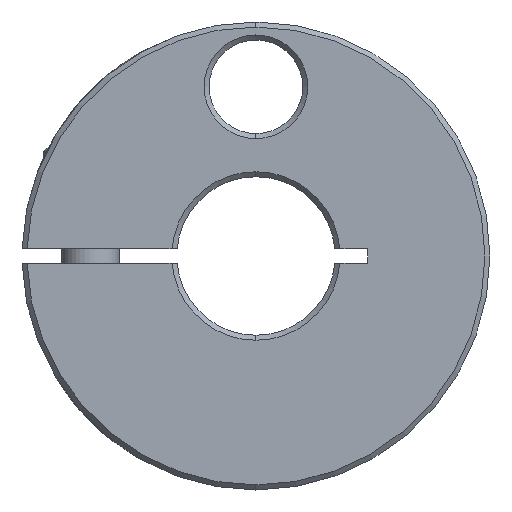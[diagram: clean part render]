
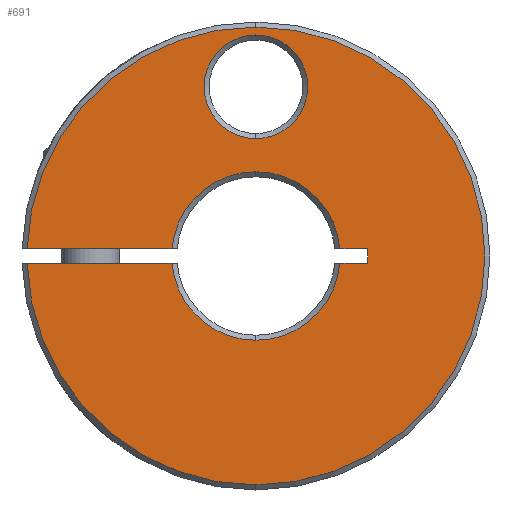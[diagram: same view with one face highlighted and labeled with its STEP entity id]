
A CAD part, front view. The second image highlights one B-rep face of the part: STEP entity #691.
In plain terms, the highlighted planar face has unit normal (0, -1, 0).
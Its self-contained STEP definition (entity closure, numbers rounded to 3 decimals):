
#377=EDGE_CURVE('',#807,#765,#1060,.T.);
#407=EDGE_CURVE('',#751,#837,#1094,.T.);
#435=EDGE_CURVE('',#719,#905,#1124,.T.);
#443=EDGE_CURVE('',#765,#643,#1132,.T.);
#479=EDGE_CURVE('',#565,#615,#1171,.T.);
#517=EDGE_CURVE('',#617,#751,#1214,.T.);
#553=EDGE_CURVE('',#749,#565,#1255,.T.);
#565=VERTEX_POINT('',#1267);
#615=VERTEX_POINT('',#1323);
#617=VERTEX_POINT('',#1325);
#643=VERTEX_POINT('',#1353);
#681=EDGE_CURVE('',#643,#793,#1398,.T.);
#691=ADVANCED_FACE('',(#1411,#1412),#1413,.T.);
#693=VERTEX_POINT('',#1415);
#707=EDGE_CURVE('',#719,#807,#1430,.T.);
#719=VERTEX_POINT('',#1447);
#729=EDGE_CURVE('',#617,#749,#1458,.T.);
#749=VERTEX_POINT('',#1482);
#751=VERTEX_POINT('',#1484);
#755=EDGE_CURVE('',#905,#615,#1488,.T.);
#765=VERTEX_POINT('',#1499);
#793=VERTEX_POINT('',#1530);
#801=EDGE_CURVE('',#793,#837,#1538,.T.);
#807=VERTEX_POINT('',#1544);
#837=VERTEX_POINT('',#1577);
#877=EDGE_CURVE('',#693,#947,#1620,.T.);
#905=VERTEX_POINT('',#1652);
#931=EDGE_CURVE('',#947,#693,#1680,.T.);
#947=VERTEX_POINT('',#1696);
#1060=CIRCLE('',#1830,31.8);
#1094=CIRCLE('',#1884,11.7);
#1124=CIRCLE('',#1963,11.7);
#1132=CIRCLE('',#1993,31.8);
#1171=LINE('',#2056,#2057);
#1214=CIRCLE('',#2126,11.7);
#1255=LINE('',#2187,#2188);
#1267=CARTESIAN_POINT('',(15.5,-18.0,-1.0));
#1323=CARTESIAN_POINT('',(11.657,-18.0,-1.0));
#1325=CARTESIAN_POINT('',(11.657,-18.0,1.0));
#1353=CARTESIAN_POINT('',(0.,-18.,31.8));
#1398=CIRCLE('',#2424,31.8);
#1411=FACE_BOUND('',#2438,.T.);
#1412=FACE_OUTER_BOUND('',#2439,.T.);
#1413=PLANE('',#2440);
#1415=CARTESIAN_POINT('',(0.,-18.,16.3));
#1430=LINE('',#2471,#2472);
#1447=CARTESIAN_POINT('',(-11.657,-18.0,-1.0));
#1458=LINE('',#2506,#2507);
#1482=CARTESIAN_POINT('',(15.5,-18.0,1.0));
#1484=CARTESIAN_POINT('',(0.,-18.,11.7));
#1488=CIRCLE('',#2544,11.7);
#1499=CARTESIAN_POINT('',(0.,-18.,-31.8));
#1530=CARTESIAN_POINT('',(-31.784,-18.0,1.0));
#1538=LINE('',#2624,#2625);
#1544=CARTESIAN_POINT('',(-31.784,-18.,-1.0));
#1577=CARTESIAN_POINT('',(-11.657,-18.0,1.0));
#1620=CIRCLE('',#2768,7.2);
#1652=CARTESIAN_POINT('',(0.,-18.,-11.7));
#1680=CIRCLE('',#2863,7.2);
#1696=CARTESIAN_POINT('',(0.,-18.,30.7));
#1830=AXIS2_PLACEMENT_3D('',#3070,#3071,#3072);
#1884=AXIS2_PLACEMENT_3D('',#3124,#3125,#3126);
#1963=AXIS2_PLACEMENT_3D('',#3158,#3159,#3160);
#1993=AXIS2_PLACEMENT_3D('',#3165,#3166,#3167);
#2056=CARTESIAN_POINT('',(7.75,-18.,-1.0));
#2057=VECTOR('',#3207,1.0);
#2126=AXIS2_PLACEMENT_3D('',#3256,#3257,#3258);
#2187=CARTESIAN_POINT('',(15.5,-18.,11.375));
#2188=VECTOR('',#3317,1.0);
#2424=AXIS2_PLACEMENT_3D('',#3472,#3473,#3474);
#2438=EDGE_LOOP('',(#3499,#3500));
#2439=EDGE_LOOP('',(#3501,#3502,#3503,#3504,#3505,#3506,#3507,#3508,#3509,#3510,#3511,#3512));
#2440=AXIS2_PLACEMENT_3D('',#3513,#3514,#3515);
#2471=CARTESIAN_POINT('',(7.75,-18.,-1.0));
#2472=VECTOR('',#3528,1.0);
#2506=CARTESIAN_POINT('',(-16.25,-18.,1.));
#2507=VECTOR('',#3572,1.0);
#2544=AXIS2_PLACEMENT_3D('',#3608,#3609,#3610);
#2624=CARTESIAN_POINT('',(-16.25,-18.,1.));
#2625=VECTOR('',#3650,1.0);
#2768=AXIS2_PLACEMENT_3D('',#3726,#3727,#3728);
#2863=AXIS2_PLACEMENT_3D('',#3785,#3786,#3787);
#3070=CARTESIAN_POINT('',(0.,-18.,0.));
#3071=DIRECTION('',(0.,-1.0,0.));
#3072=DIRECTION('',(0.,0.,1.0));
#3124=CARTESIAN_POINT('',(0.,-18.,0.));
#3125=DIRECTION('',(0.,-1.0,0.));
#3126=DIRECTION('',(0.,0.,1.0));
#3158=CARTESIAN_POINT('',(0.,-18.,0.));
#3159=DIRECTION('',(0.,-1.0,0.));
#3160=DIRECTION('',(0.,0.,1.0));
#3165=CARTESIAN_POINT('',(0.,-18.,0.));
#3166=DIRECTION('',(0.,-1.0,0.));
#3167=DIRECTION('',(0.,0.,1.0));
#3207=DIRECTION('',(-1.0,0.,0.));
#3256=CARTESIAN_POINT('',(0.,-18.,0.));
#3257=DIRECTION('',(0.,-1.0,0.));
#3258=DIRECTION('',(0.,0.,1.0));
#3317=DIRECTION('',(0.,0.,-1.0));
#3472=CARTESIAN_POINT('',(0.,-18.,0.));
#3473=DIRECTION('',(0.,-1.0,0.));
#3474=DIRECTION('',(0.,0.,1.0));
#3499=ORIENTED_EDGE('',*,*,#931,.T.);
#3500=ORIENTED_EDGE('',*,*,#877,.T.);
#3501=ORIENTED_EDGE('',*,*,#729,.T.);
#3502=ORIENTED_EDGE('',*,*,#553,.T.);
#3503=ORIENTED_EDGE('',*,*,#479,.T.);
#3504=ORIENTED_EDGE('',*,*,#755,.F.);
#3505=ORIENTED_EDGE('',*,*,#435,.F.);
#3506=ORIENTED_EDGE('',*,*,#707,.T.);
#3507=ORIENTED_EDGE('',*,*,#377,.T.);
#3508=ORIENTED_EDGE('',*,*,#443,.T.);
#3509=ORIENTED_EDGE('',*,*,#681,.T.);
#3510=ORIENTED_EDGE('',*,*,#801,.T.);
#3511=ORIENTED_EDGE('',*,*,#407,.F.);
#3512=ORIENTED_EDGE('',*,*,#517,.F.);
#3513=CARTESIAN_POINT('',(0.,-18.,21.75));
#3514=DIRECTION('',(0.,-1.0,0.));
#3515=DIRECTION('',(0.,0.,1.0));
#3528=DIRECTION('',(-1.0,0.,0.));
#3572=DIRECTION('',(1.0,0.,0.));
#3608=CARTESIAN_POINT('',(0.,-18.,0.));
#3609=DIRECTION('',(0.,-1.0,0.));
#3610=DIRECTION('',(0.,0.,1.0));
#3650=DIRECTION('',(1.0,0.,0.));
#3726=CARTESIAN_POINT('',(0.,-18.,23.5));
#3727=DIRECTION('',(0.,1.0,0.));
#3728=DIRECTION('',(0.,0.,1.0));
#3785=CARTESIAN_POINT('',(0.,-18.,23.5));
#3786=DIRECTION('',(0.,1.0,0.));
#3787=DIRECTION('',(0.,0.,1.0));
